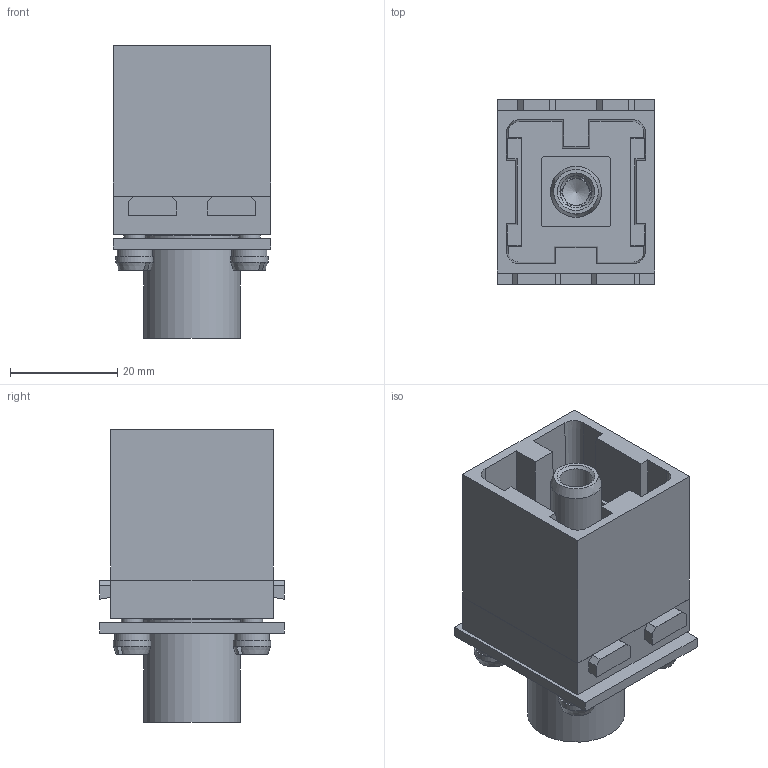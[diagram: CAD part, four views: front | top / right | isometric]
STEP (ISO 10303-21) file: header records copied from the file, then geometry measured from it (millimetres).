
FILE_DESCRIPTION(/* description */ (''),/* implementation_level */ '2;1');
FILE_NAME(/* name */ '100095280ugm000_d.stp',/* time_stamp */ '2019-05-23T07:56:34+02:00',/* author */ (''),/* organization */ (''),/* preprocessor_version */ 'ST-DEVELOPER v16.7',/* originating_system */ 'SIEMENS PLM Software NX 12.0',/* authorisation */ '');
FILE_SCHEMA (('AUTOMOTIVE_DESIGN { 1 0 10303 214 3 1 1 1 }'));
Length unit declared in the file: millimetre
Products named in the file (1): 100095280ugm000_d
Bounding box: 29.4 x 34.4 x 54.5 mm (x, y, z)
Volume: 25293 mm3; surface area: 14165.2 mm2
Topology: 1 solids, 1 shells, 388 faces, 1141 edges, 874 vertices
Faces by surface type: plane 293, cylinder 56, cone 35, bspline 2, extrusion 2
Full cylindrical faces by diameter (mm): 1.139 x1, 1.346 x1, 4 x4, 4.875 x1, 5 x2, 6 x1, 6.5 x4, 7 x4, 9.5 x1, 10 x1, 15.5 x1, 18 x1, 18.2 x1, 22 x1
Entity records: 15767 total; most frequent: CARTESIAN_POINT 2842, ORIENTED_EDGE 1956, DIRECTION 1930, EDGE_CURVE 978, VECTOR 772, LINE 770, VERTEX_POINT 674, AXIS2_PLACEMENT_3D 579
